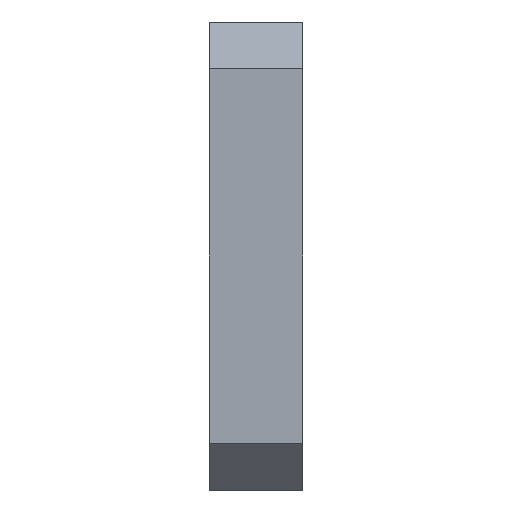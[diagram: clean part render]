
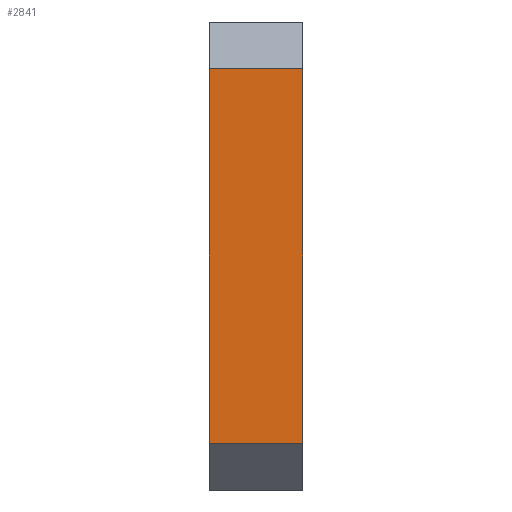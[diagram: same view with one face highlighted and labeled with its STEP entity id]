
A CAD part, left-side view. The second image highlights one B-rep face of the part: STEP entity #2841.
In plain terms, the highlighted planar face has unit normal (-1, 0, 0).
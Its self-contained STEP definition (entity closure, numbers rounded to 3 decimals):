
#4 = EDGE_CURVE ( 'NONE', #861, #726, #620, .T. ) ;
#13 = DIRECTION ( 'NONE',  ( 0., 0., 1. ) ) ;
#111 = EDGE_CURVE ( 'NONE', #726, #239, #772, .T. ) ;
#239 = VERTEX_POINT ( 'NONE', #1173 ) ;
#291 = CARTESIAN_POINT ( 'NONE',  ( -37.5, -5., -20. ) ) ;
#361 = DIRECTION ( 'NONE',  ( 0., -1., 0. ) ) ;
#419 = VECTOR ( 'NONE', #2576, 1000. ) ;
#620 = LINE ( 'NONE', #2639, #3281 ) ;
#630 = ORIENTED_EDGE ( 'NONE', *, *, #3042, .F. ) ;
#636 = EDGE_CURVE ( 'NONE', #239, #2044, #3136, .T. ) ;
#726 = VERTEX_POINT ( 'NONE', #291 ) ;
#772 = LINE ( 'NONE', #2314, #1147 ) ;
#861 = VERTEX_POINT ( 'NONE', #2989 ) ;
#1004 = CARTESIAN_POINT ( 'NONE',  ( -37.5, 5., 20. ) ) ;
#1147 = VECTOR ( 'NONE', #13, 1000. ) ;
#1154 = DIRECTION ( 'NONE',  ( 1., 0., 0. ) ) ;
#1173 = CARTESIAN_POINT ( 'NONE',  ( -37.5, -5., 20. ) ) ;
#1282 = ORIENTED_EDGE ( 'NONE', *, *, #111, .T. ) ;
#1620 = EDGE_LOOP ( 'NONE', ( #1282, #1987, #630, #2939 ) ) ;
#1792 = DIRECTION ( 'NONE',  ( 0., 0., 1. ) ) ;
#1805 = AXIS2_PLACEMENT_3D ( 'NONE', #2197, #1154, #2162 ) ;
#1877 = PLANE ( 'NONE',  #1805 ) ;
#1987 = ORIENTED_EDGE ( 'NONE', *, *, #636, .T. ) ;
#2044 = VERTEX_POINT ( 'NONE', #1004 ) ;
#2162 = DIRECTION ( 'NONE',  ( 0., 1., 0. ) ) ;
#2197 = CARTESIAN_POINT ( 'NONE',  ( -37.5, 5., 25. ) ) ;
#2294 = LINE ( 'NONE', #2309, #3030 ) ;
#2309 = CARTESIAN_POINT ( 'NONE',  ( -37.5, 5., 25. ) ) ;
#2314 = CARTESIAN_POINT ( 'NONE',  ( -37.5, -5., 25. ) ) ;
#2416 = FACE_OUTER_BOUND ( 'NONE', #1620, .T. ) ;
#2576 = DIRECTION ( 'NONE',  ( 0., 1., 0. ) ) ;
#2624 = CARTESIAN_POINT ( 'NONE',  ( -37.5, 5., 20. ) ) ;
#2639 = CARTESIAN_POINT ( 'NONE',  ( -37.5, 5., -20. ) ) ;
#2841 = ADVANCED_FACE ( 'NONE', ( #2416 ), #1877, .F. ) ;
#2939 = ORIENTED_EDGE ( 'NONE', *, *, #4, .T. ) ;
#2989 = CARTESIAN_POINT ( 'NONE',  ( -37.5, 5., -20. ) ) ;
#3030 = VECTOR ( 'NONE', #1792, 1000. ) ;
#3042 = EDGE_CURVE ( 'NONE', #861, #2044, #2294, .T. ) ;
#3136 = LINE ( 'NONE', #2624, #419 ) ;
#3281 = VECTOR ( 'NONE', #361, 1000. ) ;
